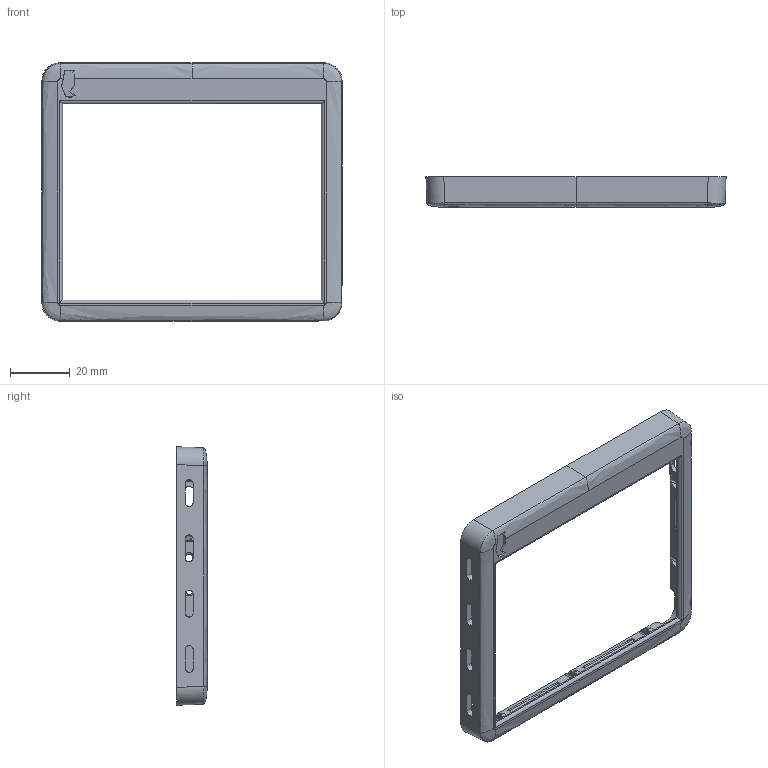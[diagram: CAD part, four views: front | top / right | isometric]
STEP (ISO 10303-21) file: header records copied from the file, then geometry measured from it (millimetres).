
FILE_DESCRIPTION (( 'STEP AP203' ), '1' );
FILE_NAME ('paperd_ink_update_1.1_front cover_iter4.STEP', '2022-10-11T04:27:13', ( '' ), ( '' ), 'SwSTEP 2.0', 'SolidWorks 2019', '' );
FILE_SCHEMA (( 'CONFIG_CONTROL_DESIGN' ));
Length unit declared in the file: millimetre
Products named in the file (1): paperd_ink_update_1.1_front cover_iter4
Bounding box: 100.71 x 10.1 x 86.71 mm (x, y, z)
Volume: 8633.1 mm3; surface area: 12575.4 mm2
Topology: 1 solids, 1 shells, 344 faces, 931 edges, 571 vertices
Faces by surface type: plane 155, cylinder 135, bspline 27, sphere 22, torus 5
Entity records: 11756 total; most frequent: CARTESIAN_POINT 3539, ORIENTED_EDGE 1818, DIRECTION 1575, EDGE_CURVE 909, VERTEX_POINT 571, VECTOR 529, LINE 529, AXIS2_PLACEMENT_3D 523
